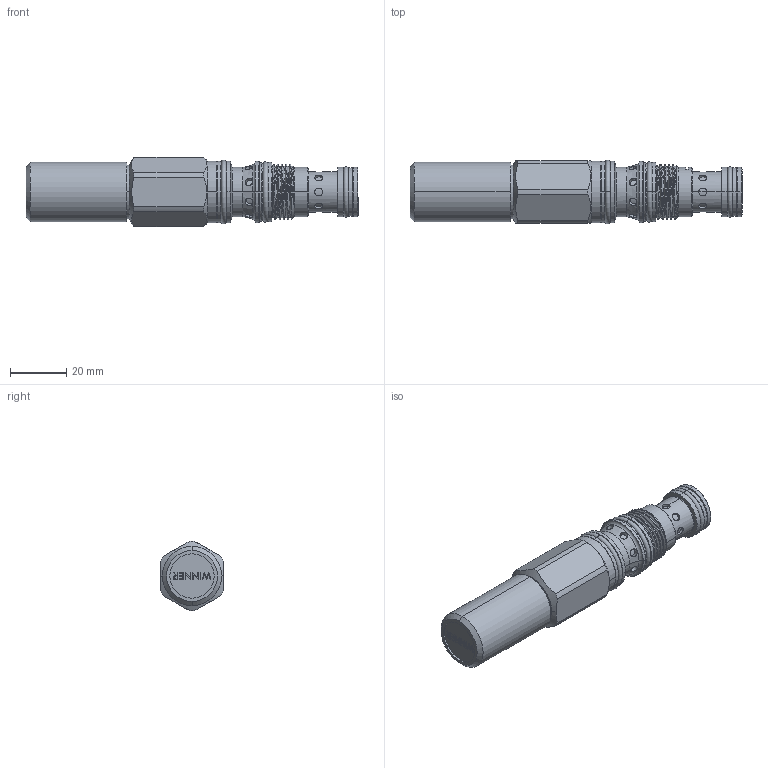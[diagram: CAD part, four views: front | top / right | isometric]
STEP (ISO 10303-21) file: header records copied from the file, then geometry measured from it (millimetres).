
FILE_DESCRIPTION (( 'STEP AP203' ), '1' );
FILE_NAME ('DD11A3Q-CB.STEP', '2024-05-24T06:35:05', ( '' ), ( '' ), 'SwSTEP 2.0', 'SolidWorks 2018', '' );
FILE_SCHEMA (( 'CONFIG_CONTROL_DESIGN' ));
Length unit declared in the file: millimetre
Products named in the file (1): DD11A3Q-CB
Bounding box: 117.69 x 22.55 x 24.59 mm (x, y, z)
Volume: 37994.5 mm3; surface area: 9783.1 mm2
Topology: 1 solids, 1 shells, 271 faces, 637 edges, 410 vertices
Faces by surface type: cylinder 120, plane 99, cone 30, torus 14, bspline 8
Entity records: 10814 total; most frequent: CARTESIAN_POINT 4665, ORIENTED_EDGE 1274, DIRECTION 1202, EDGE_CURVE 637, AXIS2_PLACEMENT_3D 438, VERTEX_POINT 410, VECTOR 326, LINE 326
